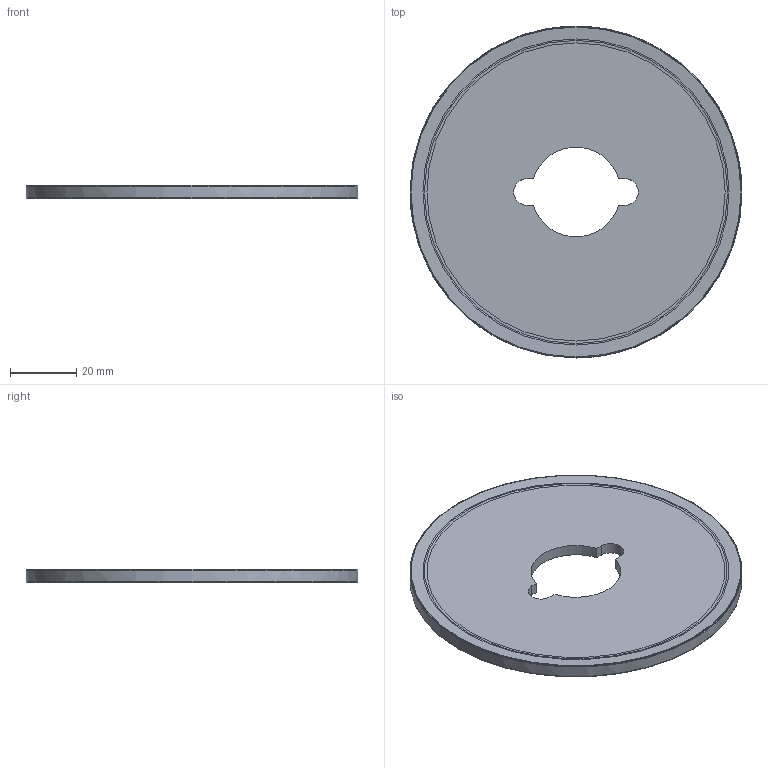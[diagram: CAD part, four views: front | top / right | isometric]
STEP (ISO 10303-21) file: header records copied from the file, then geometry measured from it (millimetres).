
FILE_DESCRIPTION(/* description */ (''),/* implementation_level */ '2;1');
FILE_NAME(/* name */ '335.10-100-04.27-7.stp',/* time_stamp */ '2017-09-14T10:21:09+06:00',/* author */ (''),/* organization */ (''),/* preprocessor_version */ 'ST-DEVELOPER v16',/* originating_system */ 'SIEMENS PLM Software NX 11.0',/* authorisation */ '');
FILE_SCHEMA (('AUTOMOTIVE_DESIGN { 1 0 10303 214 3 1 1 1 }'));
Length unit declared in the file: millimetre
Products named in the file (1): 335.10-100-04.27-7
Bounding box: 100 x 100 x 4.11 mm (x, y, z)
Volume: 29632.4 mm3; surface area: 20673.8 mm2
Topology: 2 solids, 2 shells, 39 faces, 87 edges, 50 vertices
Faces by surface type: cone 26, cylinder 7, plane 6
Full cylindrical faces by diameter (mm): 89.815 x1, 98.8 x1, 100 x1
Entity records: 1073 total; most frequent: CARTESIAN_POINT 275, DIRECTION 170, ORIENTED_EDGE 108, AXIS2_PLACEMENT_3D 77, EDGE_LOOP 70, FACE_BOUND 62, EDGE_CURVE 54, VERTEX_POINT 46
